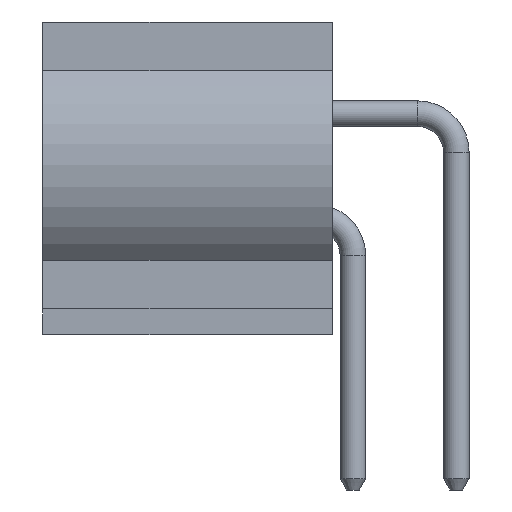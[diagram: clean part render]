
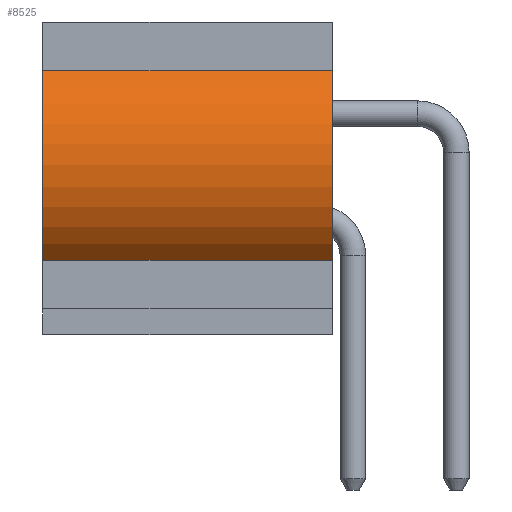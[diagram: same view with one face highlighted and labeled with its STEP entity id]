
A CAD part, left-side view. The second image highlights one B-rep face of the part: STEP entity #8525.
In plain terms, the highlighted cylindrical face has radius 2.5 mm (diameter 5 mm), a partial arc.
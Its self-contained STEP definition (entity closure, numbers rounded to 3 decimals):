
#80=CARTESIAN_POINT('',(-15.5,3.4,0.));
#81=DIRECTION('',(0.,-1.,0.));
#82=DIRECTION('',(-0.68,0.,0.733));
#83=AXIS2_PLACEMENT_3D('',#80,#81,#82);
#566=CARTESIAN_POINT('',(-15.5,-2.2,0.));
#567=DIRECTION('',(0.,-1.,0.));
#568=DIRECTION('',(-0.68,0.,0.733));
#569=AXIS2_PLACEMENT_3D('',#566,#567,#568);
#4223=DIRECTION('',(0.,-1.,0.));
#4224=VECTOR('',#4223,5.6);
#4225=CARTESIAN_POINT('',(-17.2,3.4,1.833));
#4226=LINE('',#4225,#4224);
#4230=DIRECTION('',(0.,-1.,0.));
#4231=VECTOR('',#4230,5.6);
#4232=CARTESIAN_POINT('',(-17.2,3.4,-1.833));
#4233=LINE('',#4232,#4231);
#4755=CARTESIAN_POINT('',(-17.2,3.4,1.833));
#4757=VERTEX_POINT('',#4755);
#4758=CARTESIAN_POINT('',(-17.2,3.4,-1.833));
#4759=VERTEX_POINT('',#4758);
#4764=CARTESIAN_POINT('',(-17.2,-2.2,1.833));
#4765=VERTEX_POINT('',#4764);
#4766=CARTESIAN_POINT('',(-17.2,-2.2,-1.833));
#4767=VERTEX_POINT('',#4766);
#8513=CARTESIAN_POINT('',(-15.5,3.4,0.));
#8514=DIRECTION('',(0.,-1.,0.));
#8515=DIRECTION('',(-1.,0.,0.));
#8516=AXIS2_PLACEMENT_3D('',#8513,#8514,#8515);
#8517=CYLINDRICAL_SURFACE('',#8516,2.5);
#8518=ORIENTED_EDGE('',*,*,#4991,.F.);
#8519=ORIENTED_EDGE('',*,*,#8508,.T.);
#8520=ORIENTED_EDGE('',*,*,#5313,.T.);
#8522=ORIENTED_EDGE('',*,*,#8521,.F.);
#8523=EDGE_LOOP('',(#8518,#8519,#8520,#8522));
#8524=FACE_OUTER_BOUND('',#8523,.F.);
#8525=ADVANCED_FACE('',(#8524),#8517,.T.);
#84=CIRCLE('',#83,2.5);
#570=CIRCLE('',#569,2.5);
#4991=EDGE_CURVE('',#4757,#4759,#84,.T.);
#5313=EDGE_CURVE('',#4765,#4767,#570,.T.);
#8508=EDGE_CURVE('',#4757,#4765,#4226,.T.);
#8521=EDGE_CURVE('',#4759,#4767,#4233,.T.);
